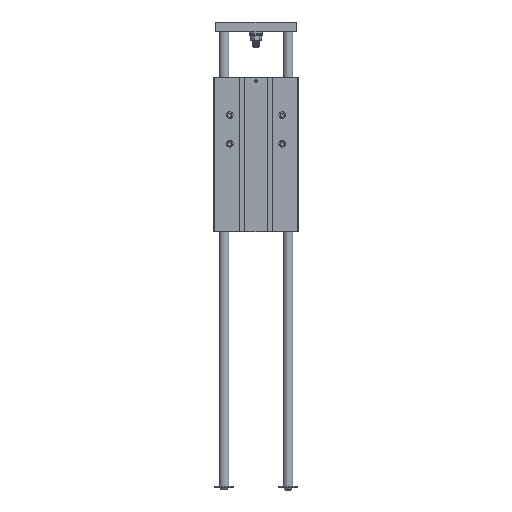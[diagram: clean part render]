
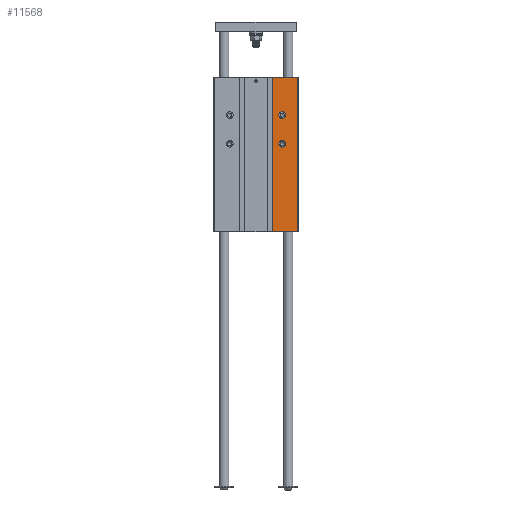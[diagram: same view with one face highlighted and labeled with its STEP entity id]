
A CAD part, front view. The second image highlights one B-rep face of the part: STEP entity #11568.
In plain terms, the highlighted planar face has unit normal (0, -1, 0).
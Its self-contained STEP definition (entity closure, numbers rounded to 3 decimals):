
#137 = EDGE_CURVE ( 'NONE', #26308, #21736, #30063, .T. ) ;
#548 = VERTEX_POINT ( 'NONE', #10883 ) ;
#913 = EDGE_CURVE ( 'NONE', #24780, #14599, #27375, .T. ) ;
#986 = DIRECTION ( 'NONE',  ( 0., -1., 0. ) ) ;
#1265 = VECTOR ( 'NONE', #32480, 1000. ) ;
#1285 = CARTESIAN_POINT ( 'NONE',  ( -68.5, -35., 0. ) ) ;
#1303 = EDGE_LOOP ( 'NONE', ( #20210 ) ) ;
#3211 = VECTOR ( 'NONE', #7518, 1000. ) ;
#3971 = LINE ( 'NONE', #14457, #1265 ) ;
#5059 = CARTESIAN_POINT ( 'NONE',  ( 42.5, -35., -107.25 ) ) ;
#6244 = ORIENTED_EDGE ( 'NONE', *, *, #17803, .T. ) ;
#6406 = EDGE_LOOP ( 'NONE', ( #24986 ) ) ;
#7232 = FACE_BOUND ( 'NONE', #1303, .T. ) ;
#7518 = DIRECTION ( 'NONE',  ( 0., 0., 1. ) ) ;
#8088 = AXIS2_PLACEMENT_3D ( 'NONE', #8576, #986, #29503 ) ;
#8576 = CARTESIAN_POINT ( 'NONE',  ( 42.5, -35., -60.75 ) ) ;
#10160 = FACE_BOUND ( 'NONE', #6406, .T. ) ;
#10744 = EDGE_LOOP ( 'NONE', ( #21547, #6244, #13608, #12173 ) ) ;
#10831 = CARTESIAN_POINT ( 'NONE',  ( 68., -35., 0. ) ) ;
#10883 = CARTESIAN_POINT ( 'NONE',  ( 42.5, -35., -66.25 ) ) ;
#11568 = ADVANCED_FACE ( 'NONE', ( #10160, #7232, #12565 ), #23193, .T. ) ;
#11596 = VECTOR ( 'NONE', #30149, 1000. ) ;
#12107 = VECTOR ( 'NONE', #22830, 1000. ) ;
#12173 = ORIENTED_EDGE ( 'NONE', *, *, #32708, .T. ) ;
#12565 = FACE_OUTER_BOUND ( 'NONE', #10744, .T. ) ;
#13608 = ORIENTED_EDGE ( 'NONE', *, *, #137, .T. ) ;
#14457 = CARTESIAN_POINT ( 'NONE',  ( 27.1, -35., -250. ) ) ;
#14599 = VERTEX_POINT ( 'NONE', #10831 ) ;
#14964 = DIRECTION ( 'NONE',  ( 0., 0., -1. ) ) ;
#15510 = EDGE_CURVE ( 'NONE', #548, #548, #22871, .T. ) ;
#16418 = CARTESIAN_POINT ( 'NONE',  ( 68., -35., -250. ) ) ;
#17659 = CARTESIAN_POINT ( 'NONE',  ( 42.5, -35., -112.75 ) ) ;
#17803 = EDGE_CURVE ( 'NONE', #24780, #26308, #3971, .T. ) ;
#20210 = ORIENTED_EDGE ( 'NONE', *, *, #15510, .F. ) ;
#20615 = CARTESIAN_POINT ( 'NONE',  ( -68.5, -35., -250. ) ) ;
#20845 = DIRECTION ( 'NONE',  ( 0., 0., -1. ) ) ;
#21547 = ORIENTED_EDGE ( 'NONE', *, *, #913, .F. ) ;
#21736 = VERTEX_POINT ( 'NONE', #16418 ) ;
#22830 = DIRECTION ( 'NONE',  ( 1., 0., 0. ) ) ;
#22871 = CIRCLE ( 'NONE', #8088, 5.5 ) ;
#23193 = PLANE ( 'NONE',  #25734 ) ;
#23556 = CARTESIAN_POINT ( 'NONE',  ( 27.1, -35., -250. ) ) ;
#23901 = CIRCLE ( 'NONE', #28820, 5.5 ) ;
#24726 = CARTESIAN_POINT ( 'NONE',  ( -68.5, -35., -250. ) ) ;
#24780 = VERTEX_POINT ( 'NONE', #31912 ) ;
#24986 = ORIENTED_EDGE ( 'NONE', *, *, #26839, .F. ) ;
#25210 = VERTEX_POINT ( 'NONE', #17659 ) ;
#25518 = LINE ( 'NONE', #33959, #3211 ) ;
#25734 = AXIS2_PLACEMENT_3D ( 'NONE', #20615, #33330, #14964 ) ;
#26308 = VERTEX_POINT ( 'NONE', #23556 ) ;
#26839 = EDGE_CURVE ( 'NONE', #25210, #25210, #23901, .T. ) ;
#27375 = LINE ( 'NONE', #1285, #11596 ) ;
#28820 = AXIS2_PLACEMENT_3D ( 'NONE', #5059, #30792, #20845 ) ;
#29503 = DIRECTION ( 'NONE',  ( 0., 0., -1. ) ) ;
#30063 = LINE ( 'NONE', #24726, #12107 ) ;
#30149 = DIRECTION ( 'NONE',  ( 1., 0., 0. ) ) ;
#30792 = DIRECTION ( 'NONE',  ( 0., -1., 0. ) ) ;
#31912 = CARTESIAN_POINT ( 'NONE',  ( 27.1, -35., 0. ) ) ;
#32480 = DIRECTION ( 'NONE',  ( 0., 0., -1. ) ) ;
#32708 = EDGE_CURVE ( 'NONE', #21736, #14599, #25518, .T. ) ;
#33330 = DIRECTION ( 'NONE',  ( 0., -1., 0. ) ) ;
#33959 = CARTESIAN_POINT ( 'NONE',  ( 68., -35., -250. ) ) ;
